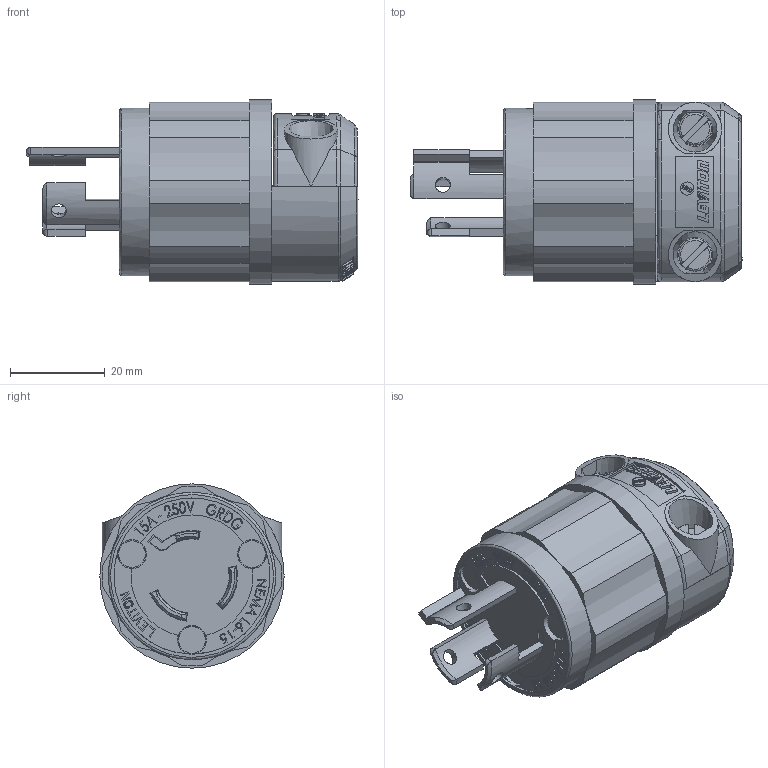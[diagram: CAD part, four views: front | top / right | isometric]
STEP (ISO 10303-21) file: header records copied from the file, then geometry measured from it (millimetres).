
FILE_DESCRIPTION (( 'STEP AP214' ), '1' );
FILE_NAME ('CATSTD-04570-00C-M01.STEP', '2022-04-19T14:17:25', ( '' ), ( '' ), 'SwSTEP 2.0', 'SolidWorks 2020', '' );
FILE_SCHEMA (( 'AUTOMOTIVE_DESIGN' ));
Length unit declared in the file: inch
Products named in the file (1): CATSTD-04570-00C-M01
Bounding box: 70.05 x 38.89 x 38.89 mm (x, y, z)
Volume: 61245.3 mm3; surface area: 36856.9 mm2
Topology: 7 solids, 7 shells, 2793 faces, 7580 edges, 5038 vertices
Faces by surface type: plane 2000, cylinder 571, cone 86, bspline 79, torus 57
Full cylindrical faces by diameter (mm): 2.362 x6, 2.616 x2, 2.692 x3, 3.175 x6, 3.404 x6, 3.48 x2, 3.734 x2, 5.029 x4, 5.619 x1, 5.628 x1, 5.656 x1, 6.096 x3, 6.858 x2, 35.306 x1, 38.887 x2
Entity records: 129327 total; most frequent: CARTESIAN_POINT 27603, ORIENTED_EDGE 14966, DIRECTION 13053, EDGE_CURVE 7483, LINE 5171, VECTOR 5171, VERTEX_POINT 5008, AXIS2_PLACEMENT_3D 3941
